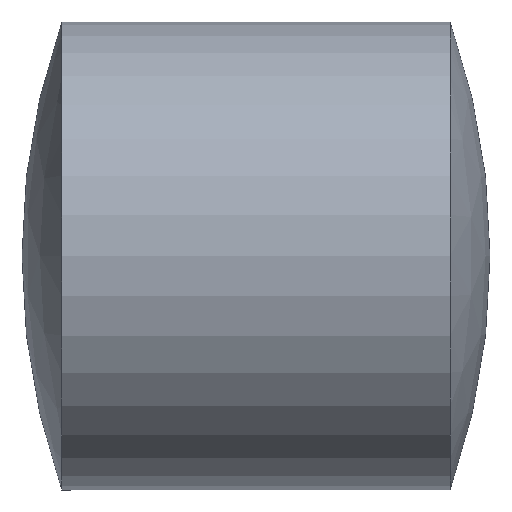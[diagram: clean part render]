
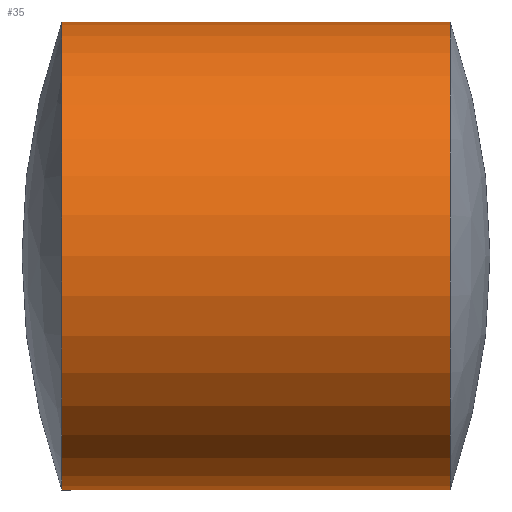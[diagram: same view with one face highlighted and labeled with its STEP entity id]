
A CAD part, top view. The second image highlights one B-rep face of the part: STEP entity #35.
In plain terms, the highlighted cylindrical face has radius 3 mm (diameter 6 mm), a partial arc.
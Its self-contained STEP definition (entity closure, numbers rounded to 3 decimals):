
#8 = CARTESIAN_POINT ( 'NONE',  ( 23.775, 11.484, 0. ) ) ;
#30 = ORIENTED_EDGE ( 'NONE', *, *, #59, .F. ) ;
#31 = EDGE_CURVE ( 'NONE', #68, #245, #82, .T. ) ;
#35 = ADVANCED_FACE ( 'NONE', ( #264 ), #100, .T. ) ;
#37 = CARTESIAN_POINT ( 'NONE',  ( 23.775, 14.484, 0. ) ) ;
#38 = CARTESIAN_POINT ( 'NONE',  ( 22.913, 8.484, 0. ) ) ;
#56 = AXIS2_PLACEMENT_3D ( 'NONE', #174, #177, #216 ) ;
#59 = EDGE_CURVE ( 'NONE', #188, #95, #126, .T. ) ;
#60 = DIRECTION ( 'NONE',  ( 0., 1., 0. ) ) ;
#61 = LINE ( 'NONE', #37, #209 ) ;
#68 = VERTEX_POINT ( 'NONE', #132 ) ;
#78 = ORIENTED_EDGE ( 'NONE', *, *, #287, .F. ) ;
#79 = AXIS2_PLACEMENT_3D ( 'NONE', #242, #201, #60 ) ;
#80 = DIRECTION ( 'NONE',  ( 1., 0., 0. ) ) ;
#82 = CIRCLE ( 'NONE', #56, 3. ) ;
#84 = AXIS2_PLACEMENT_3D ( 'NONE', #8, #80, #104 ) ;
#95 = VERTEX_POINT ( 'NONE', #38 ) ;
#100 = CYLINDRICAL_SURFACE ( 'NONE', #84, 3. ) ;
#104 = DIRECTION ( 'NONE',  ( 0., 1., 0. ) ) ;
#112 = CARTESIAN_POINT ( 'NONE',  ( 22.913, 14.484, 0. ) ) ;
#126 = CIRCLE ( 'NONE', #79, 3. ) ;
#132 = CARTESIAN_POINT ( 'NONE',  ( 17.933, 14.484, 0. ) ) ;
#137 = CARTESIAN_POINT ( 'NONE',  ( 17.933, 8.484, 0. ) ) ;
#173 = VECTOR ( 'NONE', #250, 1000. ) ;
#174 = CARTESIAN_POINT ( 'NONE',  ( 17.933, 11.484, 0. ) ) ;
#175 = EDGE_CURVE ( 'NONE', #245, #95, #213, .T. ) ;
#177 = DIRECTION ( 'NONE',  ( 1., 0., 0. ) ) ;
#188 = VERTEX_POINT ( 'NONE', #112 ) ;
#201 = DIRECTION ( 'NONE',  ( 1., 0., 0. ) ) ;
#209 = VECTOR ( 'NONE', #271, 1000. ) ;
#213 = LINE ( 'NONE', #293, #173 ) ;
#216 = DIRECTION ( 'NONE',  ( 0., 1., 0. ) ) ;
#242 = CARTESIAN_POINT ( 'NONE',  ( 22.913, 11.484, 0. ) ) ;
#245 = VERTEX_POINT ( 'NONE', #137 ) ;
#249 = EDGE_LOOP ( 'NONE', ( #301, #292, #30, #78 ) ) ;
#250 = DIRECTION ( 'NONE',  ( 1., 0., 0. ) ) ;
#264 = FACE_OUTER_BOUND ( 'NONE', #249, .T. ) ;
#271 = DIRECTION ( 'NONE',  ( 1., 0., 0. ) ) ;
#287 = EDGE_CURVE ( 'NONE', #68, #188, #61, .T. ) ;
#292 = ORIENTED_EDGE ( 'NONE', *, *, #175, .T. ) ;
#293 = CARTESIAN_POINT ( 'NONE',  ( 23.775, 8.484, 0. ) ) ;
#301 = ORIENTED_EDGE ( 'NONE', *, *, #31, .T. ) ;
